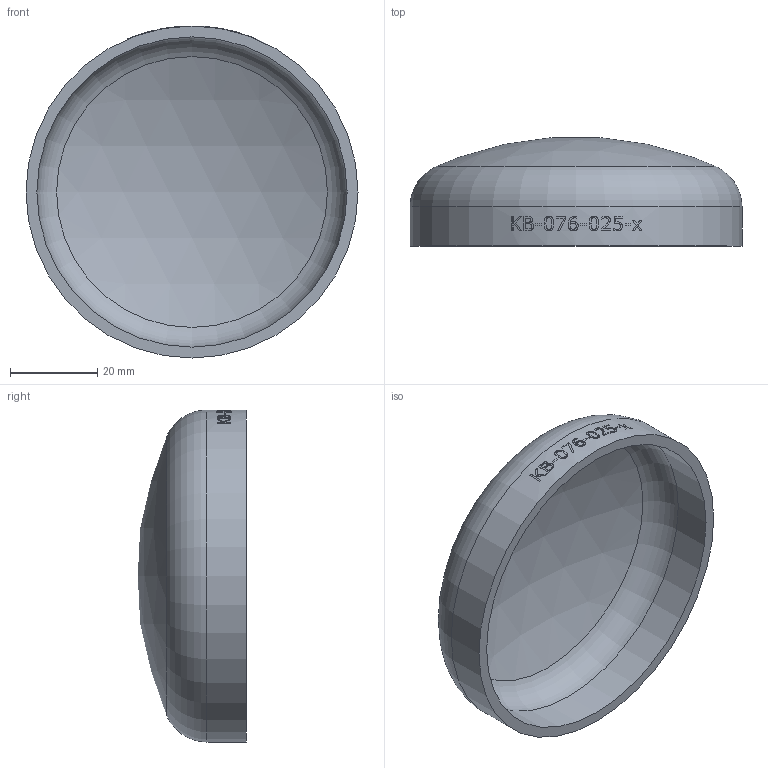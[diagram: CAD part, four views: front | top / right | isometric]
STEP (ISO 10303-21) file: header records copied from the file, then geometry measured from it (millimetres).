
FILE_DESCRIPTION (( 'STEP AP214' ), '1' );
FILE_NAME ('KB-076-025-x Klöpperboden 2003.STEP', '2020-03-25T15:29:20', ( '' ), ( '' ), 'SwSTEP 2.0', 'SolidWorks 2016', '' );
FILE_SCHEMA (( 'AUTOMOTIVE_DESIGN' ));
Length unit declared in the file: millimetre
Products named in the file (1): KB-076-025-x Klöpperboden 2003
Bounding box: 76.1 x 24.88 x 76.1 mm (x, y, z)
Volume: 18986.2 mm3; surface area: 15785.6 mm2
Topology: 1 solids, 1 shells, 169 faces, 445 edges, 296 vertices
Faces by surface type: bspline 92, plane 54, cylinder 19, torus 2, sphere 2
Full cylindrical faces by diameter (mm): 71.1 x1, 76.1 x1
Entity records: 17879 total; most frequent: CARTESIAN_POINT 12740, ORIENTED_EDGE 882, EDGE_CURVE 441, DIRECTION 369, VERTEX_POINT 296, B_SPLINE_CURVE_WITH_KNOTS 294, EDGE_LOOP 191, FACE_OUTER_BOUND 173
